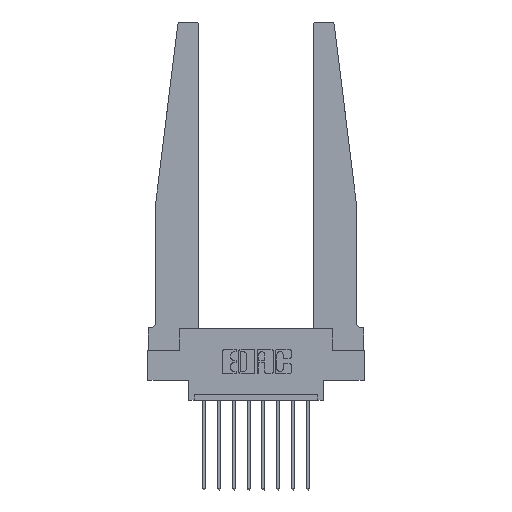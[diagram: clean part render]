
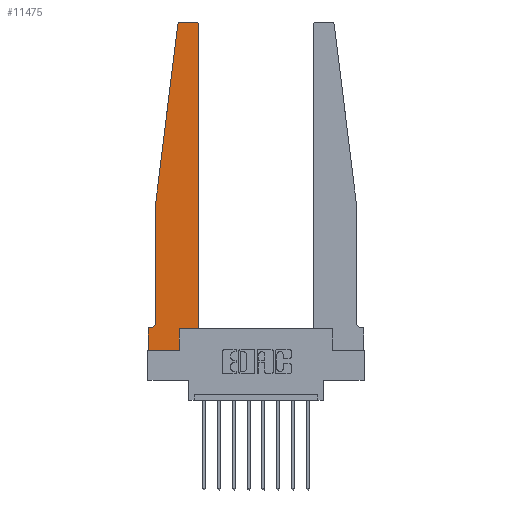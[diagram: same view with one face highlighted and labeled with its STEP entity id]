
A CAD part, top view. The second image highlights one B-rep face of the part: STEP entity #11475.
In plain terms, the highlighted planar face has unit normal (0, 0, 1).
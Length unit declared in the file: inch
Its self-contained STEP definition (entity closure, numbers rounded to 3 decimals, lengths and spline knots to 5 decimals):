
#128 = VERTEX_POINT ( 'NONE', #11197 ) ;
#236 = CARTESIAN_POINT ( 'NONE',  ( 0.015, 0.1875, 0.37 ) ) ;
#345 = CARTESIAN_POINT ( 'NONE',  ( 0.24675, 2.72367, 0.37 ) ) ;
#468 = VERTEX_POINT ( 'NONE', #12085 ) ;
#497 = EDGE_CURVE ( 'NONE', #128, #6389, #10610, .T. ) ;
#751 = LINE ( 'NONE', #1937, #11769 ) ;
#793 = EDGE_LOOP ( 'NONE', ( #11610, #4692, #12422, #4628, #13442, #13952, #13000, #5613, #14130, #3968, #4331, #1334 ) ) ;
#848 = CIRCLE ( 'NONE', #3934, 0.05 ) ;
#901 = VERTEX_POINT ( 'NONE', #4894 ) ;
#1274 = EDGE_CURVE ( 'NONE', #12584, #901, #2213, .T. ) ;
#1334 = ORIENTED_EDGE ( 'NONE', *, *, #1274, .T. ) ;
#1406 = LINE ( 'NONE', #9440, #9911 ) ;
#1673 = CARTESIAN_POINT ( 'NONE',  ( 0.065, 1.25, 0.37 ) ) ;
#1694 = FACE_OUTER_BOUND ( 'NONE', #793, .T. ) ;
#1842 = LINE ( 'NONE', #5290, #14817 ) ;
#1869 = DIRECTION ( 'NONE',  ( 0., -1., 0. ) ) ;
#1937 = CARTESIAN_POINT ( 'NONE',  ( 0., 0., 0.37 ) ) ;
#2176 = CARTESIAN_POINT ( 'NONE',  ( 0., 0., 0.37 ) ) ;
#2213 = CIRCLE ( 'NONE', #14503, 0.03 ) ;
#2377 = EDGE_CURVE ( 'NONE', #4656, #3472, #10044, .T. ) ;
#2574 = CARTESIAN_POINT ( 'NONE',  ( 0.27653, 2.72, 0.37 ) ) ;
#2825 = EDGE_CURVE ( 'NONE', #7120, #4560, #4641, .T. ) ;
#2918 = DIRECTION ( 'NONE',  ( -0.122, -0.992, 0. ) ) ;
#3013 = VERTEX_POINT ( 'NONE', #14010 ) ;
#3472 = VERTEX_POINT ( 'NONE', #13922 ) ;
#3599 = DIRECTION ( 'NONE',  ( -1., 0., 0. ) ) ;
#3639 = CARTESIAN_POINT ( 'NONE',  ( 0.2605, 0., 0.37 ) ) ;
#3885 = DIRECTION ( 'NONE',  ( 0., 0., 1. ) ) ;
#3934 = AXIS2_PLACEMENT_3D ( 'NONE', #10548, #8143, #3599 ) ;
#3968 = ORIENTED_EDGE ( 'NONE', *, *, #13215, .T. ) ;
#4284 = EDGE_CURVE ( 'NONE', #11550, #4656, #848, .T. ) ;
#4331 = ORIENTED_EDGE ( 'NONE', *, *, #13153, .T. ) ;
#4560 = VERTEX_POINT ( 'NONE', #3639 ) ;
#4628 = ORIENTED_EDGE ( 'NONE', *, *, #6219, .T. ) ;
#4641 = LINE ( 'NONE', #2176, #14005 ) ;
#4656 = VERTEX_POINT ( 'NONE', #236 ) ;
#4692 = ORIENTED_EDGE ( 'NONE', *, *, #497, .T. ) ;
#4699 = VERTEX_POINT ( 'NONE', #7570 ) ;
#4841 = DIRECTION ( 'NONE',  ( -1., 0., 0. ) ) ;
#4894 = CARTESIAN_POINT ( 'NONE',  ( 0.395, 2.75, 0.37 ) ) ;
#4970 = EDGE_CURVE ( 'NONE', #901, #128, #1406, .T. ) ;
#5290 = CARTESIAN_POINT ( 'NONE',  ( 0.065, 1.25, 0.37 ) ) ;
#5613 = ORIENTED_EDGE ( 'NONE', *, *, #2825, .T. ) ;
#5793 = CARTESIAN_POINT ( 'NONE',  ( 0.065, 0.1875, 0.37 ) ) ;
#6152 = CARTESIAN_POINT ( 'NONE',  ( 0.395, 2.72, 0.37 ) ) ;
#6219 = EDGE_CURVE ( 'NONE', #468, #11550, #1842, .T. ) ;
#6389 = VERTEX_POINT ( 'NONE', #345 ) ;
#6654 = VECTOR ( 'NONE', #8568, 39.37008 ) ;
#7032 = LINE ( 'NONE', #8392, #11444 ) ;
#7120 = VERTEX_POINT ( 'NONE', #13481 ) ;
#7328 = DIRECTION ( 'NONE',  ( 0., 0., 1. ) ) ;
#7330 = VECTOR ( 'NONE', #2918, 39.37008 ) ;
#7570 = CARTESIAN_POINT ( 'NONE',  ( 0.425, 0.18, 0.37 ) ) ;
#8143 = DIRECTION ( 'NONE',  ( 0., 0., -1. ) ) ;
#8201 = AXIS2_PLACEMENT_3D ( 'NONE', #2574, #7328, #13146 ) ;
#8352 = DIRECTION ( 'NONE',  ( 1., 0., 0. ) ) ;
#8392 = CARTESIAN_POINT ( 'NONE',  ( 0.425, 0.18, 0.37 ) ) ;
#8568 = DIRECTION ( 'NONE',  ( 0., 1., 0. ) ) ;
#9440 = CARTESIAN_POINT ( 'NONE',  ( 0.25, 2.75, 0.37 ) ) ;
#9441 = CARTESIAN_POINT ( 'NONE',  ( 0.425, 0.18, 0.37 ) ) ;
#9451 = EDGE_CURVE ( 'NONE', #3472, #7120, #751, .T. ) ;
#9658 = DIRECTION ( 'NONE',  ( 0., 0., 1. ) ) ;
#9878 = DIRECTION ( 'NONE',  ( 0., -1., 0. ) ) ;
#9911 = VECTOR ( 'NONE', #4841, 39.37008 ) ;
#10044 = LINE ( 'NONE', #5793, #11788 ) ;
#10548 = CARTESIAN_POINT ( 'NONE',  ( 0.015, 0.2375, 0.37 ) ) ;
#10561 = EDGE_CURVE ( 'NONE', #6389, #468, #13194, .T. ) ;
#10610 = CIRCLE ( 'NONE', #8201, 0.03 ) ;
#10952 = DIRECTION ( 'NONE',  ( 1., 0., 0. ) ) ;
#11197 = CARTESIAN_POINT ( 'NONE',  ( 0.27653, 2.75, 0.37 ) ) ;
#11209 = AXIS2_PLACEMENT_3D ( 'NONE', #14330, #9658, #10952 ) ;
#11444 = VECTOR ( 'NONE', #14128, 39.37008 ) ;
#11475 = ADVANCED_FACE ( 'NONE', ( #1694 ), #12244, .T. ) ;
#11550 = VERTEX_POINT ( 'NONE', #14188 ) ;
#11610 = ORIENTED_EDGE ( 'NONE', *, *, #4970, .T. ) ;
#11679 = VECTOR ( 'NONE', #13004, 39.37008 ) ;
#11769 = VECTOR ( 'NONE', #1869, 39.37008 ) ;
#11788 = VECTOR ( 'NONE', #13461, 39.37008 ) ;
#11883 = CARTESIAN_POINT ( 'NONE',  ( 0.425, 2.72, 0.37 ) ) ;
#12085 = CARTESIAN_POINT ( 'NONE',  ( 0.065, 1.25, 0.37 ) ) ;
#12244 = PLANE ( 'NONE',  #11209 ) ;
#12273 = EDGE_CURVE ( 'NONE', #4560, #3013, #13107, .T. ) ;
#12422 = ORIENTED_EDGE ( 'NONE', *, *, #10561, .T. ) ;
#12584 = VERTEX_POINT ( 'NONE', #11883 ) ;
#12595 = DIRECTION ( 'NONE',  ( 1., 0., 0. ) ) ;
#13000 = ORIENTED_EDGE ( 'NONE', *, *, #9451, .T. ) ;
#13004 = DIRECTION ( 'NONE',  ( 1., 0., 0. ) ) ;
#13107 = LINE ( 'NONE', #14295, #6654 ) ;
#13146 = DIRECTION ( 'NONE',  ( 1., 0., 0. ) ) ;
#13153 = EDGE_CURVE ( 'NONE', #4699, #12584, #7032, .T. ) ;
#13194 = LINE ( 'NONE', #1673, #7330 ) ;
#13215 = EDGE_CURVE ( 'NONE', #3013, #4699, #13978, .T. ) ;
#13442 = ORIENTED_EDGE ( 'NONE', *, *, #4284, .T. ) ;
#13461 = DIRECTION ( 'NONE',  ( -1., 0., 0. ) ) ;
#13481 = CARTESIAN_POINT ( 'NONE',  ( 0., 0., 0.37 ) ) ;
#13922 = CARTESIAN_POINT ( 'NONE',  ( 0., 0.1875, 0.37 ) ) ;
#13952 = ORIENTED_EDGE ( 'NONE', *, *, #2377, .T. ) ;
#13978 = LINE ( 'NONE', #9441, #11679 ) ;
#14005 = VECTOR ( 'NONE', #12595, 39.37008 ) ;
#14010 = CARTESIAN_POINT ( 'NONE',  ( 0.2605, 0.18, 0.37 ) ) ;
#14128 = DIRECTION ( 'NONE',  ( 0., 1., 0. ) ) ;
#14130 = ORIENTED_EDGE ( 'NONE', *, *, #12273, .T. ) ;
#14188 = CARTESIAN_POINT ( 'NONE',  ( 0.065, 0.2375, 0.37 ) ) ;
#14295 = CARTESIAN_POINT ( 'NONE',  ( 0.2605, 0.18, 0.37 ) ) ;
#14330 = CARTESIAN_POINT ( 'NONE',  ( 0., 0.1875, 0.37 ) ) ;
#14503 = AXIS2_PLACEMENT_3D ( 'NONE', #6152, #3885, #8352 ) ;
#14817 = VECTOR ( 'NONE', #9878, 39.37008 ) ;
